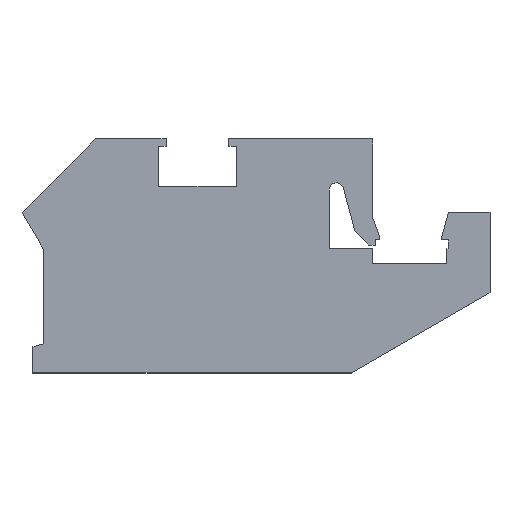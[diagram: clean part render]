
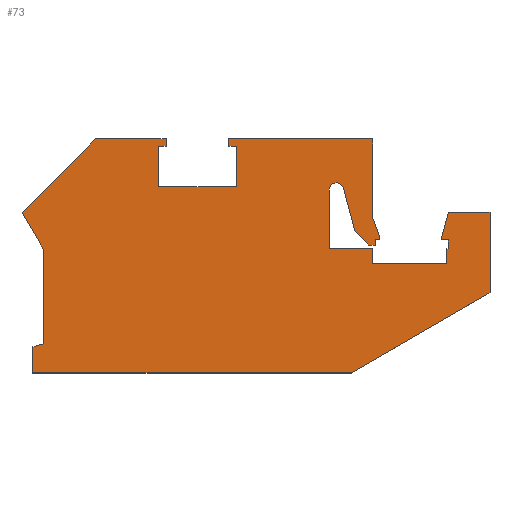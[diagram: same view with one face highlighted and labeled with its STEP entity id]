
A CAD part, top view. The second image highlights one B-rep face of the part: STEP entity #73.
In plain terms, the highlighted planar face has unit normal (0, 0, 1).
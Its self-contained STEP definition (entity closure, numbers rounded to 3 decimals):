
#36=CIRCLE('',#816,1.015);
#73=ADVANCED_FACE('',(#148),#110,.F.);
#110=PLANE('',#835);
#148=FACE_OUTER_BOUND('',#186,.T.);
#186=EDGE_LOOP('',(#332,#333,#334,#335,#336,#337,#338,#339,#340,#341,#342,
#343,#344,#345,#346,#347,#348,#349,#350,#351,#352,#353,#354,#355,#356,#357,
#358,#359,#360,#361,#362,#363,#364,#365,#366,#367));
#332=ORIENTED_EDGE('',*,*,#478,.T.);
#333=ORIENTED_EDGE('',*,*,#482,.T.);
#334=ORIENTED_EDGE('',*,*,#485,.T.);
#335=ORIENTED_EDGE('',*,*,#488,.T.);
#336=ORIENTED_EDGE('',*,*,#491,.T.);
#337=ORIENTED_EDGE('',*,*,#494,.T.);
#338=ORIENTED_EDGE('',*,*,#497,.T.);
#339=ORIENTED_EDGE('',*,*,#500,.T.);
#340=ORIENTED_EDGE('',*,*,#503,.T.);
#341=ORIENTED_EDGE('',*,*,#506,.T.);
#342=ORIENTED_EDGE('',*,*,#509,.T.);
#343=ORIENTED_EDGE('',*,*,#512,.T.);
#344=ORIENTED_EDGE('',*,*,#515,.T.);
#345=ORIENTED_EDGE('',*,*,#518,.T.);
#346=ORIENTED_EDGE('',*,*,#521,.T.);
#347=ORIENTED_EDGE('',*,*,#524,.T.);
#348=ORIENTED_EDGE('',*,*,#527,.T.);
#349=ORIENTED_EDGE('',*,*,#530,.T.);
#350=ORIENTED_EDGE('',*,*,#533,.T.);
#351=ORIENTED_EDGE('',*,*,#536,.T.);
#352=ORIENTED_EDGE('',*,*,#539,.T.);
#353=ORIENTED_EDGE('',*,*,#542,.T.);
#354=ORIENTED_EDGE('',*,*,#545,.T.);
#355=ORIENTED_EDGE('',*,*,#548,.T.);
#356=ORIENTED_EDGE('',*,*,#551,.T.);
#357=ORIENTED_EDGE('',*,*,#554,.T.);
#358=ORIENTED_EDGE('',*,*,#557,.T.);
#359=ORIENTED_EDGE('',*,*,#560,.T.);
#360=ORIENTED_EDGE('',*,*,#563,.T.);
#361=ORIENTED_EDGE('',*,*,#566,.T.);
#362=ORIENTED_EDGE('',*,*,#569,.T.);
#363=ORIENTED_EDGE('',*,*,#572,.T.);
#364=ORIENTED_EDGE('',*,*,#575,.T.);
#365=ORIENTED_EDGE('',*,*,#578,.T.);
#366=ORIENTED_EDGE('',*,*,#581,.T.);
#367=ORIENTED_EDGE('',*,*,#583,.T.);
#406=VERTEX_POINT('',#1030);
#407=VERTEX_POINT('',#1032);
#409=VERTEX_POINT('',#1038);
#411=VERTEX_POINT('',#1044);
#413=VERTEX_POINT('',#1050);
#415=VERTEX_POINT('',#1056);
#417=VERTEX_POINT('',#1062);
#419=VERTEX_POINT('',#1068);
#421=VERTEX_POINT('',#1074);
#423=VERTEX_POINT('',#1080);
#425=VERTEX_POINT('',#1086);
#427=VERTEX_POINT('',#1092);
#429=VERTEX_POINT('',#1098);
#431=VERTEX_POINT('',#1104);
#433=VERTEX_POINT('',#1110);
#435=VERTEX_POINT('',#1116);
#437=VERTEX_POINT('',#1122);
#439=VERTEX_POINT('',#1128);
#441=VERTEX_POINT('',#1134);
#443=VERTEX_POINT('',#1140);
#445=VERTEX_POINT('',#1146);
#447=VERTEX_POINT('',#1152);
#449=VERTEX_POINT('',#1158);
#451=VERTEX_POINT('',#1164);
#453=VERTEX_POINT('',#1170);
#455=VERTEX_POINT('',#1176);
#457=VERTEX_POINT('',#1182);
#459=VERTEX_POINT('',#1188);
#461=VERTEX_POINT('',#1194);
#463=VERTEX_POINT('',#1200);
#465=VERTEX_POINT('',#1206);
#467=VERTEX_POINT('',#1212);
#469=VERTEX_POINT('',#1218);
#471=VERTEX_POINT('',#1224);
#473=VERTEX_POINT('',#1230);
#475=VERTEX_POINT('',#1236);
#478=EDGE_CURVE('',#407,#406,#586,.T.);
#482=EDGE_CURVE('',#406,#409,#590,.T.);
#485=EDGE_CURVE('',#409,#411,#593,.T.);
#488=EDGE_CURVE('',#411,#413,#596,.T.);
#491=EDGE_CURVE('',#413,#415,#599,.T.);
#494=EDGE_CURVE('',#415,#417,#602,.T.);
#497=EDGE_CURVE('',#417,#419,#605,.T.);
#500=EDGE_CURVE('',#419,#421,#608,.T.);
#503=EDGE_CURVE('',#421,#423,#611,.T.);
#506=EDGE_CURVE('',#423,#425,#614,.T.);
#509=EDGE_CURVE('',#425,#427,#617,.T.);
#512=EDGE_CURVE('',#427,#429,#620,.T.);
#515=EDGE_CURVE('',#429,#431,#623,.T.);
#518=EDGE_CURVE('',#431,#433,#626,.T.);
#521=EDGE_CURVE('',#433,#435,#629,.T.);
#524=EDGE_CURVE('',#435,#437,#632,.T.);
#527=EDGE_CURVE('',#437,#439,#635,.T.);
#530=EDGE_CURVE('',#439,#441,#638,.T.);
#533=EDGE_CURVE('',#441,#443,#36,.T.);
#536=EDGE_CURVE('',#443,#445,#642,.T.);
#539=EDGE_CURVE('',#445,#447,#645,.T.);
#542=EDGE_CURVE('',#447,#449,#648,.T.);
#545=EDGE_CURVE('',#449,#451,#651,.T.);
#548=EDGE_CURVE('',#451,#453,#654,.T.);
#551=EDGE_CURVE('',#453,#455,#657,.T.);
#554=EDGE_CURVE('',#455,#457,#660,.T.);
#557=EDGE_CURVE('',#457,#459,#663,.T.);
#560=EDGE_CURVE('',#459,#461,#666,.T.);
#563=EDGE_CURVE('',#461,#463,#669,.T.);
#566=EDGE_CURVE('',#463,#465,#672,.T.);
#569=EDGE_CURVE('',#465,#467,#675,.T.);
#572=EDGE_CURVE('',#467,#469,#678,.T.);
#575=EDGE_CURVE('',#469,#471,#681,.T.);
#578=EDGE_CURVE('',#471,#473,#684,.T.);
#581=EDGE_CURVE('',#473,#475,#687,.T.);
#583=EDGE_CURVE('',#475,#407,#689,.T.);
#586=LINE('',#1031,#692);
#590=LINE('',#1039,#696);
#593=LINE('',#1045,#699);
#596=LINE('',#1051,#702);
#599=LINE('',#1057,#705);
#602=LINE('',#1063,#708);
#605=LINE('',#1069,#711);
#608=LINE('',#1075,#714);
#611=LINE('',#1081,#717);
#614=LINE('',#1087,#720);
#617=LINE('',#1093,#723);
#620=LINE('',#1099,#726);
#623=LINE('',#1105,#729);
#626=LINE('',#1111,#732);
#629=LINE('',#1117,#735);
#632=LINE('',#1123,#738);
#635=LINE('',#1129,#741);
#638=LINE('',#1135,#744);
#642=LINE('',#1147,#748);
#645=LINE('',#1153,#751);
#648=LINE('',#1159,#754);
#651=LINE('',#1165,#757);
#654=LINE('',#1171,#760);
#657=LINE('',#1177,#763);
#660=LINE('',#1183,#766);
#663=LINE('',#1189,#769);
#666=LINE('',#1195,#772);
#669=LINE('',#1201,#775);
#672=LINE('',#1207,#778);
#675=LINE('',#1213,#781);
#678=LINE('',#1219,#784);
#681=LINE('',#1225,#787);
#684=LINE('',#1231,#790);
#687=LINE('',#1237,#793);
#689=LINE('',#1240,#795);
#692=VECTOR('',#841,1.);
#696=VECTOR('',#847,1.);
#699=VECTOR('',#852,1.);
#702=VECTOR('',#857,1.);
#705=VECTOR('',#862,1.);
#708=VECTOR('',#867,1.);
#711=VECTOR('',#872,1.);
#714=VECTOR('',#877,1.);
#717=VECTOR('',#882,1.);
#720=VECTOR('',#887,1.);
#723=VECTOR('',#892,1.);
#726=VECTOR('',#897,1.);
#729=VECTOR('',#902,1.);
#732=VECTOR('',#907,1.);
#735=VECTOR('',#912,1.);
#738=VECTOR('',#917,1.);
#741=VECTOR('',#922,1.);
#744=VECTOR('',#927,1.);
#748=VECTOR('',#939,1.);
#751=VECTOR('',#944,1.);
#754=VECTOR('',#949,1.);
#757=VECTOR('',#954,1.);
#760=VECTOR('',#959,1.);
#763=VECTOR('',#964,1.);
#766=VECTOR('',#969,1.);
#769=VECTOR('',#974,1.);
#772=VECTOR('',#979,1.);
#775=VECTOR('',#984,1.);
#778=VECTOR('',#989,1.);
#781=VECTOR('',#994,1.);
#784=VECTOR('',#999,1.);
#787=VECTOR('',#1004,1.);
#790=VECTOR('',#1009,1.);
#793=VECTOR('',#1014,1.);
#795=VECTOR('',#1018,1.);
#816=AXIS2_PLACEMENT_3D('',#1141,#933,#934);
#835=AXIS2_PLACEMENT_3D('',#1242,#1021,#1022);
#841=DIRECTION('',(-0.707,-0.707,0.));
#847=DIRECTION('',(0.5,-0.866,0.));
#852=DIRECTION('',(0.,-1.,0.));
#857=DIRECTION('',(-0.966,-0.259,0.));
#862=DIRECTION('',(0.,-1.,0.));
#867=DIRECTION('',(1.,0.,0.));
#872=DIRECTION('',(0.866,0.5,0.));
#877=DIRECTION('',(0.,1.,0.));
#882=DIRECTION('',(-1.,0.,0.));
#887=DIRECTION('',(-0.259,-0.966,0.));
#892=DIRECTION('',(1.,0.,0.));
#897=DIRECTION('',(0.,-1.,0.));
#902=DIRECTION('',(-1.,0.,0.));
#907=DIRECTION('',(0.,-1.,0.));
#912=DIRECTION('',(-1.,0.,0.));
#917=DIRECTION('',(0.,1.,0.));
#922=DIRECTION('',(-1.,0.,0.));
#927=DIRECTION('',(0.,1.,0.));
#933=DIRECTION('',(0.,0.,-1.));
#934=DIRECTION('',(1.,0.,0.));
#939=DIRECTION('',(0.259,-0.966,0.));
#944=DIRECTION('',(0.707,-0.707,0.));
#949=DIRECTION('',(1.,0.,0.));
#954=DIRECTION('',(0.,1.,0.));
#959=DIRECTION('',(1.,0.,0.));
#964=DIRECTION('',(0.,1.,0.));
#969=DIRECTION('',(-0.342,0.94,0.));
#974=DIRECTION('',(0.,1.,0.));
#979=DIRECTION('',(-1.,0.,0.));
#984=DIRECTION('',(0.,-1.,0.));
#989=DIRECTION('',(1.,0.,0.));
#994=DIRECTION('',(0.,-1.,0.));
#999=DIRECTION('',(-1.,0.,0.));
#1004=DIRECTION('',(0.,1.,0.));
#1009=DIRECTION('',(1.,0.,0.));
#1014=DIRECTION('',(0.,1.,0.));
#1018=DIRECTION('',(-1.,0.,0.));
#1021=DIRECTION('',(0.,0.,-1.));
#1022=DIRECTION('',(-1.,0.,0.));
#1030=CARTESIAN_POINT('',(-24.36,-10.15,1.523));
#1031=CARTESIAN_POINT('',(-14.21,0.,1.523));
#1032=CARTESIAN_POINT('',(-14.21,0.,1.523));
#1038=CARTESIAN_POINT('',(-21.315,-15.424,1.523));
#1039=CARTESIAN_POINT('',(-24.36,-10.15,1.523));
#1044=CARTESIAN_POINT('',(-21.315,-28.418,1.523));
#1045=CARTESIAN_POINT('',(-21.315,-15.424,1.523));
#1050=CARTESIAN_POINT('',(-22.838,-28.826,1.523));
#1051=CARTESIAN_POINT('',(-21.315,-28.418,1.523));
#1056=CARTESIAN_POINT('',(-22.838,-32.48,1.523));
#1057=CARTESIAN_POINT('',(-22.838,-28.826,1.523));
#1062=CARTESIAN_POINT('',(21.315,-32.48,1.523));
#1063=CARTESIAN_POINT('',(-22.838,-32.48,1.523));
#1068=CARTESIAN_POINT('',(40.6,-21.346,1.523));
#1069=CARTESIAN_POINT('',(21.315,-32.48,1.523));
#1074=CARTESIAN_POINT('',(40.6,-10.15,1.523));
#1075=CARTESIAN_POINT('',(40.6,-21.346,1.523));
#1080=CARTESIAN_POINT('',(34.833,-10.15,1.523));
#1081=CARTESIAN_POINT('',(40.6,-10.15,1.523));
#1086=CARTESIAN_POINT('',(33.8,-14.007,1.523));
#1087=CARTESIAN_POINT('',(34.833,-10.15,1.523));
#1092=CARTESIAN_POINT('',(34.815,-14.007,1.523));
#1093=CARTESIAN_POINT('',(33.8,-14.007,1.523));
#1098=CARTESIAN_POINT('',(34.815,-15.225,1.523));
#1099=CARTESIAN_POINT('',(34.815,-14.007,1.523));
#1104=CARTESIAN_POINT('',(34.612,-15.225,1.523));
#1105=CARTESIAN_POINT('',(34.815,-15.225,1.523));
#1110=CARTESIAN_POINT('',(34.612,-17.255,1.523));
#1111=CARTESIAN_POINT('',(34.612,-15.225,1.523));
#1116=CARTESIAN_POINT('',(24.259,-17.255,1.523));
#1117=CARTESIAN_POINT('',(34.612,-17.255,1.523));
#1122=CARTESIAN_POINT('',(24.259,-15.225,1.523));
#1123=CARTESIAN_POINT('',(24.259,-17.255,1.523));
#1128=CARTESIAN_POINT('',(18.27,-15.225,1.523));
#1129=CARTESIAN_POINT('',(24.259,-15.225,1.523));
#1134=CARTESIAN_POINT('',(18.27,-7.105,1.523));
#1135=CARTESIAN_POINT('',(18.27,-15.225,1.523));
#1140=CARTESIAN_POINT('',(20.265,-6.842,1.523));
#1141=CARTESIAN_POINT('',(19.285,-7.105,1.523));
#1146=CARTESIAN_POINT('',(21.872,-12.838,1.523));
#1147=CARTESIAN_POINT('',(20.265,-6.842,1.523));
#1152=CARTESIAN_POINT('',(23.751,-14.717,1.523));
#1153=CARTESIAN_POINT('',(21.872,-12.838,1.523));
#1158=CARTESIAN_POINT('',(24.665,-14.717,1.523));
#1159=CARTESIAN_POINT('',(23.751,-14.717,1.523));
#1164=CARTESIAN_POINT('',(24.665,-14.007,1.523));
#1165=CARTESIAN_POINT('',(24.665,-14.717,1.523));
#1170=CARTESIAN_POINT('',(25.274,-14.007,1.523));
#1171=CARTESIAN_POINT('',(24.665,-14.007,1.523));
#1176=CARTESIAN_POINT('',(25.274,-13.499,1.523));
#1177=CARTESIAN_POINT('',(25.274,-14.007,1.523));
#1182=CARTESIAN_POINT('',(24.36,-10.988,1.523));
#1183=CARTESIAN_POINT('',(25.274,-13.499,1.523));
#1188=CARTESIAN_POINT('',(24.36,0.,1.523));
#1189=CARTESIAN_POINT('',(24.36,-10.988,1.523));
#1194=CARTESIAN_POINT('',(4.364,0.,1.523));
#1195=CARTESIAN_POINT('',(24.36,0.,1.523));
#1200=CARTESIAN_POINT('',(4.364,-1.015,1.523));
#1201=CARTESIAN_POINT('',(4.364,0.,1.523));
#1206=CARTESIAN_POINT('',(5.38,-1.015,1.523));
#1207=CARTESIAN_POINT('',(4.364,-1.015,1.523));
#1212=CARTESIAN_POINT('',(5.38,-6.598,1.523));
#1213=CARTESIAN_POINT('',(5.38,-1.015,1.523));
#1218=CARTESIAN_POINT('',(-5.38,-6.598,1.523));
#1219=CARTESIAN_POINT('',(5.38,-6.598,1.523));
#1224=CARTESIAN_POINT('',(-5.38,-1.015,1.523));
#1225=CARTESIAN_POINT('',(-5.38,-6.598,1.523));
#1230=CARTESIAN_POINT('',(-4.364,-1.015,1.523));
#1231=CARTESIAN_POINT('',(-5.38,-1.015,1.523));
#1236=CARTESIAN_POINT('',(-4.364,0.,1.523));
#1237=CARTESIAN_POINT('',(-4.364,-1.015,1.523));
#1240=CARTESIAN_POINT('',(-4.364,0.,1.523));
#1242=CARTESIAN_POINT('',(19.285,-7.105,1.523));
